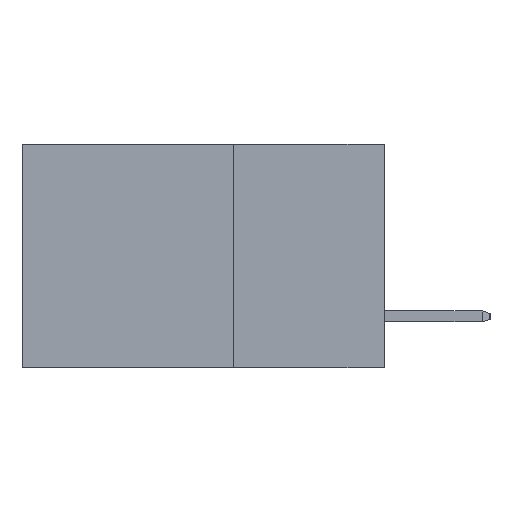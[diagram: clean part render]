
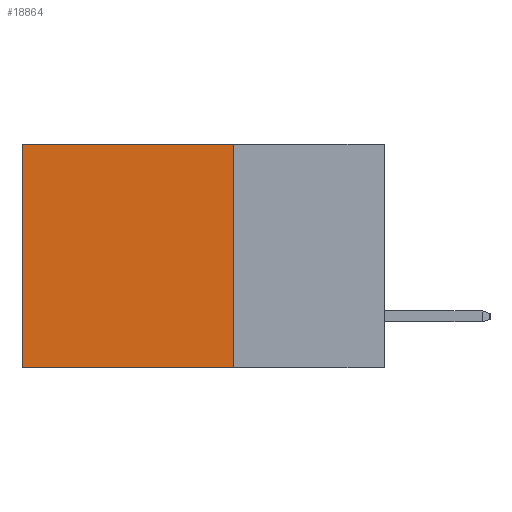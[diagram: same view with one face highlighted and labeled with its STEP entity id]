
A CAD part, left-side view. The second image highlights one B-rep face of the part: STEP entity #18864.
In plain terms, the highlighted planar face has unit normal (-1, 0, 0).
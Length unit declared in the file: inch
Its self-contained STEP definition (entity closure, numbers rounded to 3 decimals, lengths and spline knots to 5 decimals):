
#500 = DIRECTION ( 'NONE',  ( 0., 1., 0. ) ) ;
#913 = DIRECTION ( 'NONE',  ( 0., 1., 0. ) ) ;
#1002 = CARTESIAN_POINT ( 'NONE',  ( 0.2615, 0.25, 0. ) ) ;
#2531 = VERTEX_POINT ( 'NONE', #19975 ) ;
#2738 = DIRECTION ( 'NONE',  ( 0., 0., -1. ) ) ;
#2836 = ORIENTED_EDGE ( 'NONE', *, *, #11325, .F. ) ;
#3366 = ORIENTED_EDGE ( 'NONE', *, *, #9248, .T. ) ;
#3937 = LINE ( 'NONE', #7961, #12589 ) ;
#4530 = VERTEX_POINT ( 'NONE', #14888 ) ;
#5042 = LINE ( 'NONE', #11796, #17270 ) ;
#5321 = EDGE_CURVE ( 'NONE', #4530, #7075, #3937, .T. ) ;
#5468 = CARTESIAN_POINT ( 'NONE',  ( 0.2615, 0.25, -0.37 ) ) ;
#5741 = CARTESIAN_POINT ( 'NONE',  ( 0.2615, 0.25, -0.37 ) ) ;
#5862 = FACE_OUTER_BOUND ( 'NONE', #6065, .T. ) ;
#6065 = EDGE_LOOP ( 'NONE', ( #7681, #2836, #20052, #3366 ) ) ;
#7075 = VERTEX_POINT ( 'NONE', #19166 ) ;
#7291 = LINE ( 'NONE', #5741, #19288 ) ;
#7313 = VECTOR ( 'NONE', #2738, 39.37008 ) ;
#7681 = ORIENTED_EDGE ( 'NONE', *, *, #5321, .T. ) ;
#7961 = CARTESIAN_POINT ( 'NONE',  ( 0.2615, 0.6, -0.37 ) ) ;
#7977 = DIRECTION ( 'NONE',  ( 0., 0., -1. ) ) ;
#8810 = DIRECTION ( 'NONE',  ( 0., 0., -1. ) ) ;
#9248 = EDGE_CURVE ( 'NONE', #13049, #4530, #5042, .T. ) ;
#10859 = EDGE_CURVE ( 'NONE', #13049, #2531, #11616, .T. ) ;
#11325 = EDGE_CURVE ( 'NONE', #2531, #7075, #7291, .T. ) ;
#11616 = LINE ( 'NONE', #17090, #7313 ) ;
#11796 = CARTESIAN_POINT ( 'NONE',  ( 0.2615, 0.25, 0. ) ) ;
#12589 = VECTOR ( 'NONE', #7977, 39.37008 ) ;
#13049 = VERTEX_POINT ( 'NONE', #1002 ) ;
#14888 = CARTESIAN_POINT ( 'NONE',  ( 0.2615, 0.6, 0. ) ) ;
#16148 = AXIS2_PLACEMENT_3D ( 'NONE', #5468, #18153, #8810 ) ;
#16625 = PLANE ( 'NONE',  #16148 ) ;
#17090 = CARTESIAN_POINT ( 'NONE',  ( 0.2615, 0.25, -0.37 ) ) ;
#17270 = VECTOR ( 'NONE', #500, 39.37008 ) ;
#18153 = DIRECTION ( 'NONE',  ( 1., 0., 0. ) ) ;
#18864 = ADVANCED_FACE ( 'NONE', ( #5862 ), #16625, .F. ) ;
#19166 = CARTESIAN_POINT ( 'NONE',  ( 0.2615, 0.6, -0.37 ) ) ;
#19288 = VECTOR ( 'NONE', #913, 39.37008 ) ;
#19975 = CARTESIAN_POINT ( 'NONE',  ( 0.2615, 0.25, -0.37 ) ) ;
#20052 = ORIENTED_EDGE ( 'NONE', *, *, #10859, .F. ) ;
